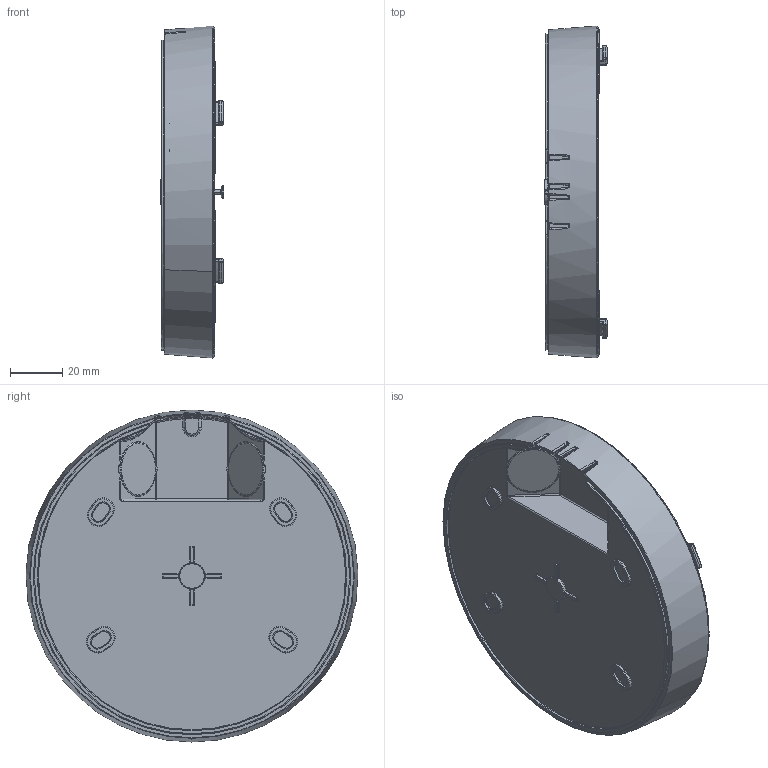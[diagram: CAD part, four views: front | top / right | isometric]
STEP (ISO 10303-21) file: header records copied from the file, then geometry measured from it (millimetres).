
FILE_DESCRIPTION((''),'2;1');
FILE_NAME('');
FILE_SCHEMA(('CONFIG_CONTROL_DESIGN'));
Length unit declared in the file: millimetre
Products named in the file (1): Part2
Bounding box: 24.1 x 126.86 x 126.88 mm (x, y, z)
Volume: 56154.9 mm3; surface area: 51767.4 mm2
Topology: 3 solids, 3 shells, 1825 faces, 4310 edges, 2334 vertices
Faces by surface type: cylinder 601, bspline 430, torus 387, plane 263, sphere 106, cone 38
Entity records: 81069 total; most frequent: CARTESIAN_POINT 45608, ORIENTED_EDGE 8224, DIRECTION 5330, EDGE_CURVE 4112, AXIS2_PLACEMENT_3D 2940, VERTEX_POINT 2334, EDGE_LOOP 1866, ADVANCED_FACE 1825
